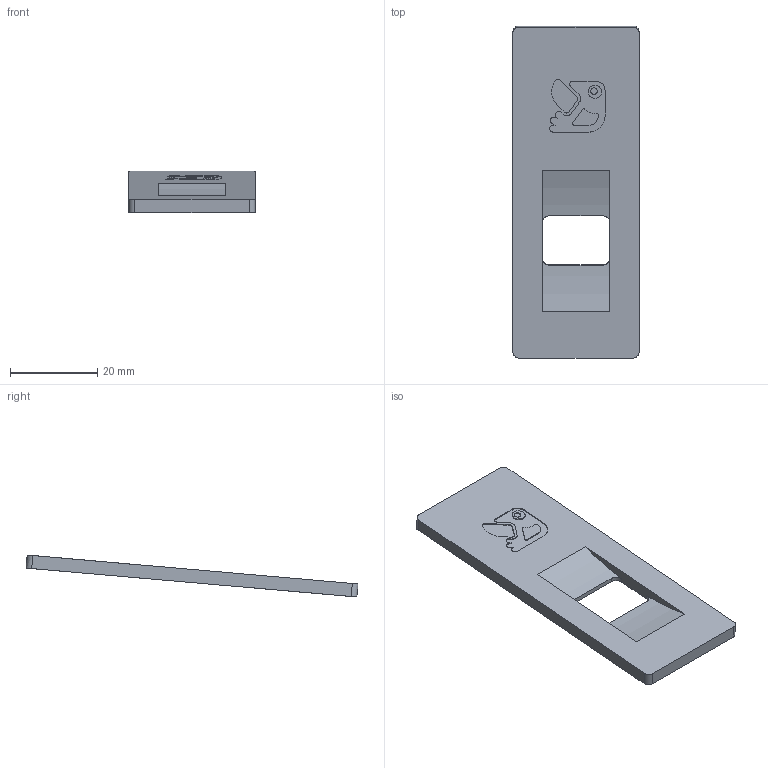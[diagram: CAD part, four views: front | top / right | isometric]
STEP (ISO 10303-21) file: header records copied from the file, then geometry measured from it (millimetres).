
FILE_DESCRIPTION(/* description */ (''),/* implementation_level */ '2;1');
FILE_NAME(/* name */ 'soroka_v2_evq_magnet_panel.step',/* time_stamp */ '2024-08-27T23:04:43+06:00',/* author */ (''),/* organization */ (''),/* preprocessor_version */ 'ST-DEVELOPER v20',/* originating_system */ 'Autodesk Translation Framework v13.14.0.145',/* authorisation */ '');
FILE_SCHEMA (('AUTOMOTIVE_DESIGN { 1 0 10303 214 3 1 1 }'));
Length unit declared in the file: millimetre
Products named in the file (1): soroka_5degree v65
Bounding box: 28.92 x 76.17 x 9.63 mm (x, y, z)
Volume: 5653.1 mm3; surface area: 4896 mm2
Topology: 1 solids, 1 shells, 72 faces, 183 edges, 122 vertices
Faces by surface type: plane 35, bspline 19, cylinder 18
Full cylindrical faces by diameter (mm): 1.524 x1, 3 x1, 3.2 x4
Entity records: 2366 total; most frequent: CARTESIAN_POINT 661, ORIENTED_EDGE 366, DIRECTION 281, EDGE_CURVE 183, VERTEX_POINT 122, LINE 109, VECTOR 109, AXIS2_PLACEMENT_3D 86
